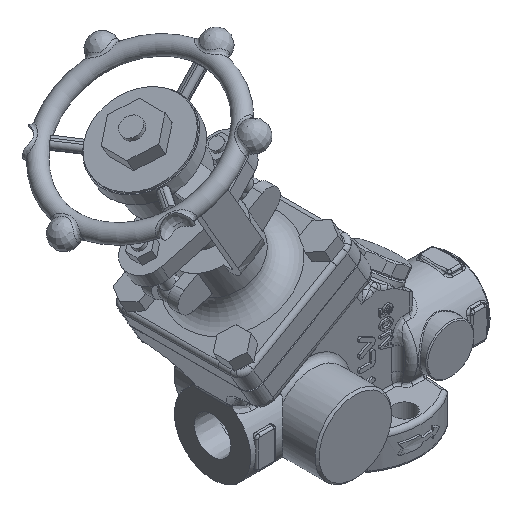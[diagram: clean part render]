
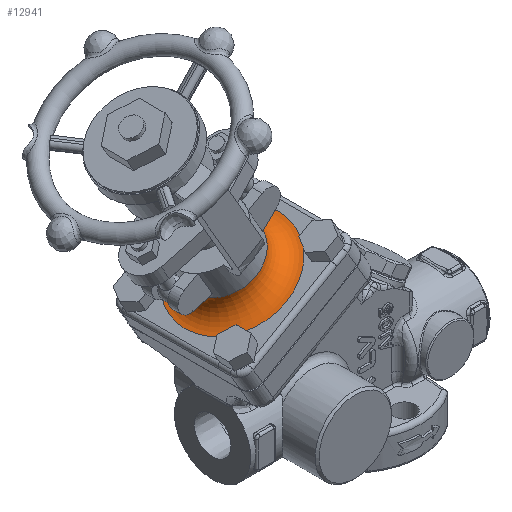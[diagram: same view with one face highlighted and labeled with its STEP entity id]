
A CAD part, isometric view. The second image highlights one B-rep face of the part: STEP entity #12941.
In plain terms, the highlighted toroidal (fillet/blend) face has major radius 27 mm and minor radius 10 mm.
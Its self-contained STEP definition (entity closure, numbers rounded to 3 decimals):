
#576=TOROIDAL_SURFACE('',#13931,27.,10.);
#809=FACE_OUTER_BOUND('',#1611,.T.);
#1611=EDGE_LOOP('',(#9434,#9435,#9436,#9437));
#2767=CIRCLE('',#13690,27.);
#2879=CIRCLE('',#13856,17.);
#2896=CIRCLE('',#13932,10.);
#5353=VERTEX_POINT('',#19108);
#5615=VERTEX_POINT('',#20663);
#6668=EDGE_CURVE('',#5353,#5353,#2767,.T.);
#6993=EDGE_CURVE('',#5615,#5615,#2879,.T.);
#7111=EDGE_CURVE('',#5615,#5353,#2896,.T.);
#9434=ORIENTED_EDGE('',*,*,#6993,.T.);
#9435=ORIENTED_EDGE('',*,*,#7111,.T.);
#9436=ORIENTED_EDGE('',*,*,#6668,.T.);
#9437=ORIENTED_EDGE('',*,*,#7111,.F.);
#12941=ADVANCED_FACE('',(#809),#576,.F.);
#13690=AXIS2_PLACEMENT_3D('',#19109,#15174,#15175);
#13856=AXIS2_PLACEMENT_3D('',#20665,#15683,#15684);
#13931=AXIS2_PLACEMENT_3D('',#20946,#15916,#15917);
#13932=AXIS2_PLACEMENT_3D('',#20947,#15918,#15919);
#15174=DIRECTION('center_axis',(-0.5,0.,0.866));
#15175=DIRECTION('ref_axis',(-0.866,0.,-0.5));
#15683=DIRECTION('center_axis',(0.5,0.,-0.866));
#15684=DIRECTION('ref_axis',(-0.866,0.,-0.5));
#15916=DIRECTION('center_axis',(0.5,0.,-0.866));
#15917=DIRECTION('ref_axis',(-0.866,0.,-0.5));
#15918=DIRECTION('center_axis',(0.,-1.,0.));
#15919=DIRECTION('ref_axis',(0.866,0.,0.5));
#19108=CARTESIAN_POINT('',(-36.867,0.,107.751));
#19109=CARTESIAN_POINT('Origin',(-60.25,0.,94.251));
#20663=CARTESIAN_POINT('',(-50.528,0.,111.411));
#20665=CARTESIAN_POINT('Origin',(-65.25,0.,102.911));
#20946=CARTESIAN_POINT('Origin',(-65.25,0.,102.911));
#20947=CARTESIAN_POINT('Origin',(-41.867,0.,
116.411));
